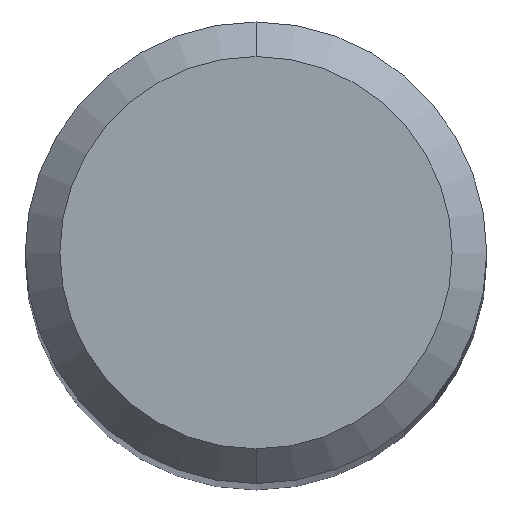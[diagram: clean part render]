
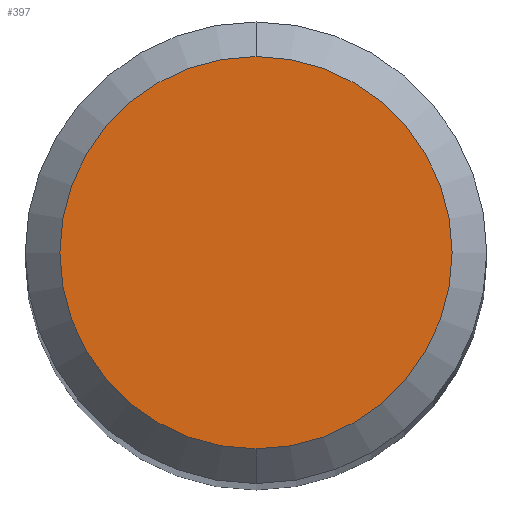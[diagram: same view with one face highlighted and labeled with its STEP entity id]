
A CAD part, top view. The second image highlights one B-rep face of the part: STEP entity #397.
In plain terms, the highlighted planar face has unit normal (0, 0, 1).
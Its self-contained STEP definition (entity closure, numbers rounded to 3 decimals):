
#397=ADVANCED_FACE('',(#1078),#1079,.T.);
#461=EDGE_CURVE('',#959,#517,#1151,.T.);
#517=VERTEX_POINT('',#1213);
#751=EDGE_CURVE('',#517,#959,#1463,.T.);
#959=VERTEX_POINT('',#1692);
#1078=FACE_OUTER_BOUND('',#1997,.T.);
#1079=PLANE('',#1998);
#1151=CIRCLE('',#2572,1.7);
#1213=CARTESIAN_POINT('',(0.,-1.7,0.0));
#1463=CIRCLE('',#3655,1.7);
#1692=CARTESIAN_POINT('',(0.0,1.7,0.0));
#1997=EDGE_LOOP('',(#5523,#5524));
#1998=AXIS2_PLACEMENT_3D('',#5525,#5526,#5527);
#2572=AXIS2_PLACEMENT_3D('',#5626,#5627,#5628);
#3655=AXIS2_PLACEMENT_3D('',#5927,#5928,#5929);
#5523=ORIENTED_EDGE('',*,*,#461,.F.);
#5524=ORIENTED_EDGE('',*,*,#751,.F.);
#5525=CARTESIAN_POINT('',(0.0,0.85,0.0));
#5526=DIRECTION('',(-0.0,0.0,1.0));
#5527=DIRECTION('',(0.0,-1.0,0.0));
#5626=CARTESIAN_POINT('',(0.0,0.0,0.0));
#5627=DIRECTION('',(0.0,0.0,-1.0));
#5628=DIRECTION('',(0.0,1.0,0.0));
#5927=CARTESIAN_POINT('',(0.0,0.0,0.0));
#5928=DIRECTION('',(0.0,0.0,-1.0));
#5929=DIRECTION('',(0.0,1.0,0.0));
